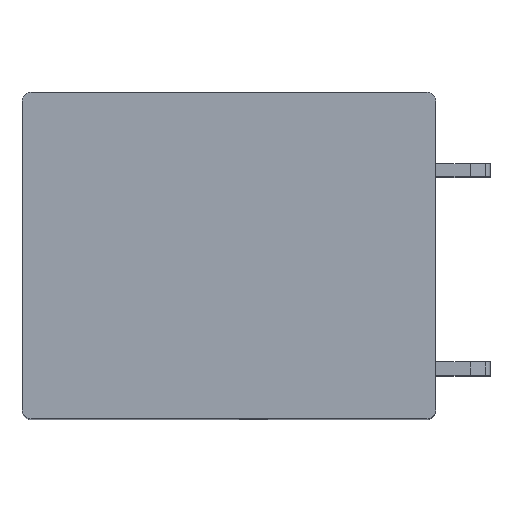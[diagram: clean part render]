
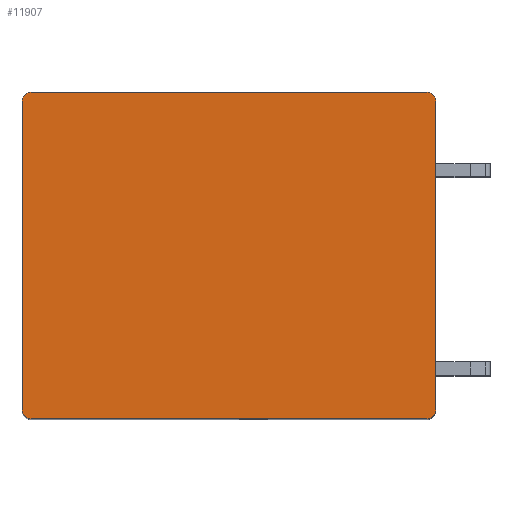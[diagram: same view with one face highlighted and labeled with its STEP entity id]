
A CAD part, top view. The second image highlights one B-rep face of the part: STEP entity #11907.
In plain terms, the highlighted planar face has unit normal (0, 0, 1).
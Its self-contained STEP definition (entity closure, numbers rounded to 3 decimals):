
#4491=CARTESIAN_POINT('',(-13.8,9.,45.));
#4492=DIRECTION('',(0.,0.,1.));
#4493=DIRECTION('',(0.,1.,0.));
#4494=AXIS2_PLACEMENT_3D('',#4491,#4492,#4493);
#4496=DIRECTION('',(-1.,0.,0.));
#4497=VECTOR('',#4496,29.9);
#4498=CARTESIAN_POINT('',(16.1,9.7,45.));
#4499=LINE('',#4498,#4497);
#4500=CARTESIAN_POINT('',(16.1,9.,45.));
#4501=DIRECTION('',(0.,0.,1.));
#4502=DIRECTION('',(1.,0.,0.));
#4503=AXIS2_PLACEMENT_3D('',#4500,#4501,#4502);
#4505=DIRECTION('',(0.,1.,0.));
#4506=VECTOR('',#4505,23.3);
#4507=CARTESIAN_POINT('',(16.8,-14.3,45.));
#4508=LINE('',#4507,#4506);
#4509=CARTESIAN_POINT('',(16.1,-14.3,45.));
#4510=DIRECTION('',(0.,0.,1.));
#4511=DIRECTION('',(0.,-1.,0.));
#4512=AXIS2_PLACEMENT_3D('',#4509,#4510,#4511);
#4514=DIRECTION('',(1.,0.,0.));
#4515=VECTOR('',#4514,29.9);
#4516=CARTESIAN_POINT('',(-13.8,-15.,45.));
#4517=LINE('',#4516,#4515);
#4518=CARTESIAN_POINT('',(-13.8,-14.3,45.));
#4519=DIRECTION('',(0.,0.,1.));
#4520=DIRECTION('',(-1.,0.,0.));
#4521=AXIS2_PLACEMENT_3D('',#4518,#4519,#4520);
#4523=DIRECTION('',(0.,-1.,0.));
#4524=VECTOR('',#4523,23.3);
#4525=CARTESIAN_POINT('',(-14.5,9.,45.));
#4526=LINE('',#4525,#4524);
#5635=CARTESIAN_POINT('',(-13.8,9.7,45.));
#5636=VERTEX_POINT('',#5635);
#5637=CARTESIAN_POINT('',(-14.5,9.,45.));
#5638=VERTEX_POINT('',#5637);
#5643=CARTESIAN_POINT('',(16.8,9.,45.));
#5644=VERTEX_POINT('',#5643);
#5645=CARTESIAN_POINT('',(16.1,9.7,45.));
#5646=VERTEX_POINT('',#5645);
#5651=CARTESIAN_POINT('',(-14.5,-14.3,45.));
#5652=VERTEX_POINT('',#5651);
#5653=CARTESIAN_POINT('',(-13.8,-15.,45.));
#5654=VERTEX_POINT('',#5653);
#5659=CARTESIAN_POINT('',(16.1,-15.,45.));
#5660=VERTEX_POINT('',#5659);
#5661=CARTESIAN_POINT('',(16.8,-14.3,45.));
#5662=VERTEX_POINT('',#5661);
#11892=CARTESIAN_POINT('',(0.,0.,45.));
#11893=DIRECTION('',(0.,0.,1.));
#11894=DIRECTION('',(1.,0.,0.));
#11895=AXIS2_PLACEMENT_3D('',#11892,#11893,#11894);
#11896=PLANE('',#11895);
#11897=ORIENTED_EDGE('',*,*,#5788,.F.);
#11898=ORIENTED_EDGE('',*,*,#5804,.F.);
#11899=ORIENTED_EDGE('',*,*,#5817,.F.);
#11900=ORIENTED_EDGE('',*,*,#5832,.F.);
#11901=ORIENTED_EDGE('',*,*,#9205,.F.);
#11902=ORIENTED_EDGE('',*,*,#9218,.F.);
#11903=ORIENTED_EDGE('',*,*,#9623,.F.);
#11904=ORIENTED_EDGE('',*,*,#9635,.F.);
#11905=EDGE_LOOP('',(#11897,#11898,#11899,#11900,#11901,#11902,#11903,#11904));
#11906=FACE_OUTER_BOUND('',#11905,.F.);
#4495=CIRCLE('',#4494,0.7);
#4504=CIRCLE('',#4503,0.7);
#4513=CIRCLE('',#4512,0.7);
#4522=CIRCLE('',#4521,0.7);
#5788=EDGE_CURVE('',#5636,#5638,#4495,.T.);
#5804=EDGE_CURVE('',#5646,#5636,#4499,.T.);
#5817=EDGE_CURVE('',#5644,#5646,#4504,.T.);
#5832=EDGE_CURVE('',#5662,#5644,#4508,.T.);
#9205=EDGE_CURVE('',#5660,#5662,#4513,.T.);
#9218=EDGE_CURVE('',#5654,#5660,#4517,.T.);
#9623=EDGE_CURVE('',#5652,#5654,#4522,.T.);
#9635=EDGE_CURVE('',#5638,#5652,#4526,.T.);
#11907=ADVANCED_FACE('',(#11906),#11896,.T.);
